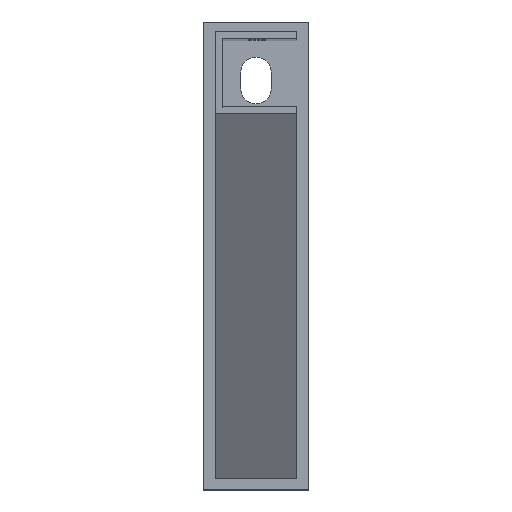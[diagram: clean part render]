
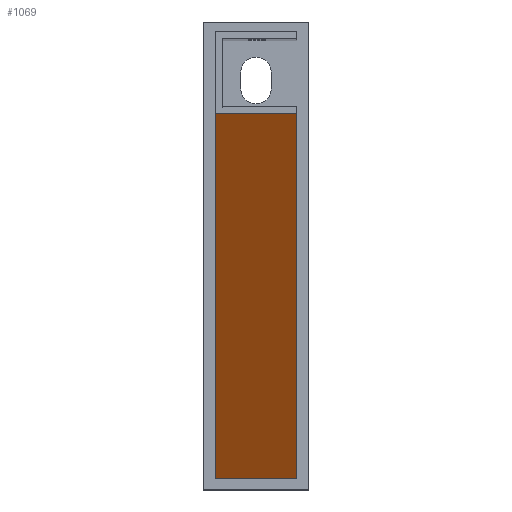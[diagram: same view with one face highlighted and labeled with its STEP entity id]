
A CAD part, top view. The second image highlights one B-rep face of the part: STEP entity #1069.
In plain terms, the highlighted planar face has unit normal (0, -0.971, 0.239).
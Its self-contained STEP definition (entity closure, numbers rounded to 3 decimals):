
#42 = EDGE_CURVE ( 'NONE', #2622, #1615, #537, .T. ) ;
#44 = DIRECTION ( 'NONE',  ( 0., -0.971, 0.239 ) ) ;
#178 = VERTEX_POINT ( 'NONE', #3296 ) ;
#211 = DIRECTION ( 'NONE',  ( 1., 0., 0. ) ) ;
#537 = LINE ( 'NONE', #3455, #1170 ) ;
#586 = FACE_OUTER_BOUND ( 'NONE', #2395, .T. ) ;
#614 = LINE ( 'NONE', #3293, #1612 ) ;
#633 = ORIENTED_EDGE ( 'NONE', *, *, #42, .T. ) ;
#661 = ORIENTED_EDGE ( 'NONE', *, *, #3012, .T. ) ;
#1069 = ADVANCED_FACE ( 'NONE', ( #586 ), #3285, .T. ) ;
#1170 = VECTOR ( 'NONE', #211, 1000. ) ;
#1212 = CARTESIAN_POINT ( 'NONE',  ( 40., 160., 636. ) ) ;
#1256 = DIRECTION ( 'NONE',  ( 0., -0.239, -0.971 ) ) ;
#1330 = ORIENTED_EDGE ( 'NONE', *, *, #2801, .F. ) ;
#1510 = ORIENTED_EDGE ( 'NONE', *, *, #3685, .F. ) ;
#1612 = VECTOR ( 'NONE', #3546, 1000. ) ;
#1615 = VERTEX_POINT ( 'NONE', #2822 ) ;
#1773 = DIRECTION ( 'NONE',  ( 0., -0.239, -0.971 ) ) ;
#1942 = DIRECTION ( 'NONE',  ( 1., 0., 0. ) ) ;
#2075 = CARTESIAN_POINT ( 'NONE',  ( 5., 5., 6. ) ) ;
#2222 = LINE ( 'NONE', #3415, #2958 ) ;
#2362 = AXIS2_PLACEMENT_3D ( 'NONE', #2704, #44, #1773 ) ;
#2395 = EDGE_LOOP ( 'NONE', ( #661, #633, #1510, #1330 ) ) ;
#2622 = VERTEX_POINT ( 'NONE', #2075 ) ;
#2693 = CARTESIAN_POINT ( 'NONE',  ( 5., 160., 636. ) ) ;
#2704 = CARTESIAN_POINT ( 'NONE',  ( 0., 3.323, -0.817 ) ) ;
#2801 = EDGE_CURVE ( 'NONE', #178, #3730, #2222, .T. ) ;
#2822 = CARTESIAN_POINT ( 'NONE',  ( 40., 5., 6. ) ) ;
#2958 = VECTOR ( 'NONE', #1942, 1000. ) ;
#3012 = EDGE_CURVE ( 'NONE', #178, #2622, #3547, .T. ) ;
#3285 = PLANE ( 'NONE',  #2362 ) ;
#3293 = CARTESIAN_POINT ( 'NONE',  ( 40., 160., 636. ) ) ;
#3296 = CARTESIAN_POINT ( 'NONE',  ( 5., 160., 636. ) ) ;
#3415 = CARTESIAN_POINT ( 'NONE',  ( 40., 160., 636. ) ) ;
#3455 = CARTESIAN_POINT ( 'NONE',  ( 5., 5., 6. ) ) ;
#3546 = DIRECTION ( 'NONE',  ( 0., -0.239, -0.971 ) ) ;
#3547 = LINE ( 'NONE', #2693, #3770 ) ;
#3685 = EDGE_CURVE ( 'NONE', #3730, #1615, #614, .T. ) ;
#3730 = VERTEX_POINT ( 'NONE', #1212 ) ;
#3770 = VECTOR ( 'NONE', #1256, 1000. ) ;
